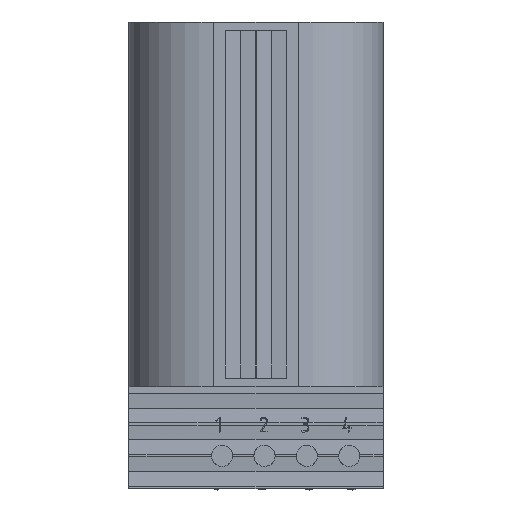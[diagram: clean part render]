
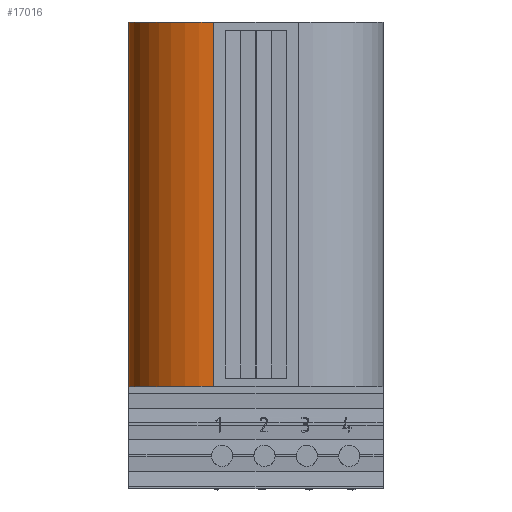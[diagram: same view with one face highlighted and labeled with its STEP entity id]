
A CAD part, top view. The second image highlights one B-rep face of the part: STEP entity #17016.
In plain terms, the highlighted cylindrical face has radius 20 mm (diameter 40 mm), a partial arc.
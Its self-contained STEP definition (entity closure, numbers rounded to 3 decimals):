
#396 = CARTESIAN_POINT ( 'NONE',  ( 20., -42.5, 66. ) ) ;
#1481 = CARTESIAN_POINT ( 'NONE',  ( 20., 43.5, 66. ) ) ;
#1627 = DIRECTION ( 'NONE',  ( 0., 0., -1. ) ) ;
#2334 = DIRECTION ( 'NONE',  ( 0., -1., 0. ) ) ;
#3097 = ORIENTED_EDGE ( 'NONE', *, *, #19092, .F. ) ;
#3286 = EDGE_CURVE ( 'NONE', #24028, #9737, #20288, .T. ) ;
#4684 = DIRECTION ( 'NONE',  ( 0., -1., 0. ) ) ;
#5252 = ORIENTED_EDGE ( 'NONE', *, *, #12370, .F. ) ;
#5731 = ORIENTED_EDGE ( 'NONE', *, *, #3286, .F. ) ;
#6377 = DIRECTION ( 'NONE',  ( 0., 1., 0. ) ) ;
#7670 = CYLINDRICAL_SURFACE ( 'NONE', #20165, 20. ) ;
#8084 = VECTOR ( 'NONE', #12768, 1000. ) ;
#8173 = CARTESIAN_POINT ( 'NONE',  ( 0., 43.5, 66. ) ) ;
#9737 = VERTEX_POINT ( 'NONE', #27798 ) ;
#11018 = CIRCLE ( 'NONE', #20515, 20. ) ;
#11681 = FACE_OUTER_BOUND ( 'NONE', #21854, .T. ) ;
#11825 = EDGE_CURVE ( 'NONE', #9737, #24247, #26071, .T. ) ;
#11981 = DIRECTION ( 'NONE',  ( 0., 1., 0. ) ) ;
#11993 = ORIENTED_EDGE ( 'NONE', *, *, #11825, .F. ) ;
#12370 = EDGE_CURVE ( 'NONE', #24247, #22223, #28515, .T. ) ;
#12768 = DIRECTION ( 'NONE',  ( 0., 1., 0. ) ) ;
#14066 = CARTESIAN_POINT ( 'NONE',  ( 20., -42.5, 66. ) ) ;
#16575 = VECTOR ( 'NONE', #4684, 1000. ) ;
#17016 = ADVANCED_FACE ( 'NONE', ( #11681 ), #7670, .T. ) ;
#17812 = CARTESIAN_POINT ( 'NONE',  ( 0., -42.5, 66. ) ) ;
#18535 = DIRECTION ( 'NONE',  ( 0., 0., 1. ) ) ;
#19092 = EDGE_CURVE ( 'NONE', #22223, #24028, #11018, .T. ) ;
#19458 = AXIS2_PLACEMENT_3D ( 'NONE', #14066, #2334, #20471 ) ;
#20165 = AXIS2_PLACEMENT_3D ( 'NONE', #396, #11981, #18535 ) ;
#20288 = LINE ( 'NONE', #22669, #16575 ) ;
#20437 = CARTESIAN_POINT ( 'NONE',  ( 0., 43.5, 66. ) ) ;
#20471 = DIRECTION ( 'NONE',  ( 0., 0., 1. ) ) ;
#20515 = AXIS2_PLACEMENT_3D ( 'NONE', #1481, #6377, #1627 ) ;
#20678 = CARTESIAN_POINT ( 'NONE',  ( 20., 43.5, 86. ) ) ;
#21854 = EDGE_LOOP ( 'NONE', ( #11993, #5731, #3097, #5252 ) ) ;
#22223 = VERTEX_POINT ( 'NONE', #20437 ) ;
#22669 = CARTESIAN_POINT ( 'NONE',  ( 20., -42.5, 86. ) ) ;
#24028 = VERTEX_POINT ( 'NONE', #20678 ) ;
#24247 = VERTEX_POINT ( 'NONE', #17812 ) ;
#26071 = CIRCLE ( 'NONE', #19458, 20. ) ;
#27798 = CARTESIAN_POINT ( 'NONE',  ( 20., -42.5, 86. ) ) ;
#28515 = LINE ( 'NONE', #8173, #8084 ) ;
